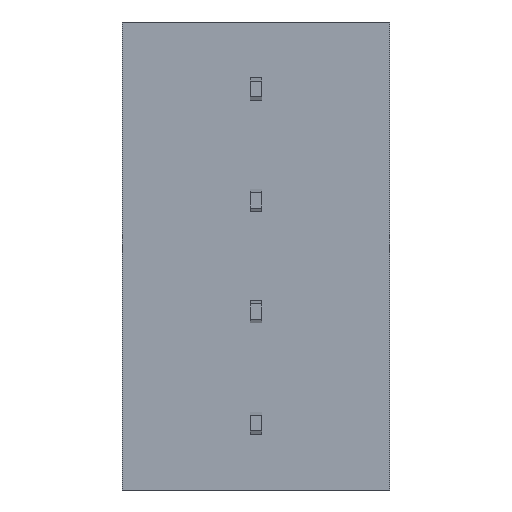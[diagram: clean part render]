
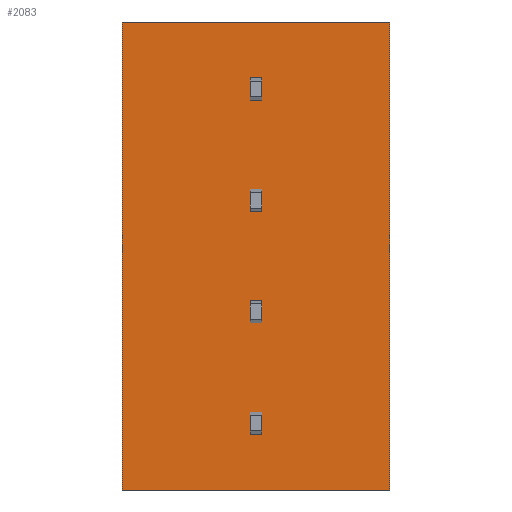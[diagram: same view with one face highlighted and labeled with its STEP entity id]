
A CAD part, front view. The second image highlights one B-rep face of the part: STEP entity #2083.
In plain terms, the highlighted planar face has unit normal (0, -1, 0).
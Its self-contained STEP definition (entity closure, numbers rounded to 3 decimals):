
#40=DIRECTION('',(1.,0.,0.));
#41=VECTOR('',#40,12.);
#42=CARTESIAN_POINT('',(-6.,-5.4,-18.));
#43=LINE('',#42,#41);
#405=DIRECTION('',(0.,0.,1.));
#406=VECTOR('',#405,21.);
#407=CARTESIAN_POINT('',(6.,-5.4,-18.));
#408=LINE('',#407,#406);
#409=DIRECTION('',(0.,0.,1.));
#410=VECTOR('',#409,21.);
#411=CARTESIAN_POINT('',(-6.,-5.4,-18.));
#412=LINE('',#411,#410);
#413=DIRECTION('',(0.,0.,1.));
#414=VECTOR('',#413,1.);
#415=CARTESIAN_POINT('',(0.25,-5.4,-0.5));
#416=LINE('',#415,#414);
#417=DIRECTION('',(1.,0.,0.));
#418=VECTOR('',#417,0.5);
#419=CARTESIAN_POINT('',(-0.25,-5.4,0.5));
#420=LINE('',#419,#418);
#421=DIRECTION('',(0.,0.,1.));
#422=VECTOR('',#421,1.);
#423=CARTESIAN_POINT('',(-0.25,-5.4,-0.5));
#424=LINE('',#423,#422);
#425=DIRECTION('',(1.,0.,0.));
#426=VECTOR('',#425,0.5);
#427=CARTESIAN_POINT('',(-0.25,-5.4,-0.5));
#428=LINE('',#427,#426);
#429=DIRECTION('',(0.,0.,-1.));
#430=VECTOR('',#429,1.);
#431=CARTESIAN_POINT('',(0.25,-5.4,-4.5));
#432=LINE('',#431,#430);
#433=DIRECTION('',(1.,0.,0.));
#434=VECTOR('',#433,0.5);
#435=CARTESIAN_POINT('',(-0.25,-5.4,-4.5));
#436=LINE('',#435,#434);
#437=DIRECTION('',(0.,0.,-1.));
#438=VECTOR('',#437,1.);
#439=CARTESIAN_POINT('',(-0.25,-5.4,-4.5));
#440=LINE('',#439,#438);
#441=DIRECTION('',(1.,0.,0.));
#442=VECTOR('',#441,0.5);
#443=CARTESIAN_POINT('',(-0.25,-5.4,-5.5));
#444=LINE('',#443,#442);
#445=DIRECTION('',(0.,0.,-1.));
#446=VECTOR('',#445,1.);
#447=CARTESIAN_POINT('',(0.25,-5.4,-9.5));
#448=LINE('',#447,#446);
#449=DIRECTION('',(1.,0.,0.));
#450=VECTOR('',#449,0.5);
#451=CARTESIAN_POINT('',(-0.25,-5.4,-9.5));
#452=LINE('',#451,#450);
#453=DIRECTION('',(0.,0.,-1.));
#454=VECTOR('',#453,1.);
#455=CARTESIAN_POINT('',(-0.25,-5.4,-9.5));
#456=LINE('',#455,#454);
#457=DIRECTION('',(1.,0.,0.));
#458=VECTOR('',#457,0.5);
#459=CARTESIAN_POINT('',(-0.25,-5.4,-10.5));
#460=LINE('',#459,#458);
#461=DIRECTION('',(0.,0.,-1.));
#462=VECTOR('',#461,1.);
#463=CARTESIAN_POINT('',(0.25,-5.4,-14.5));
#464=LINE('',#463,#462);
#465=DIRECTION('',(1.,0.,0.));
#466=VECTOR('',#465,0.5);
#467=CARTESIAN_POINT('',(-0.25,-5.4,-14.5));
#468=LINE('',#467,#466);
#469=DIRECTION('',(0.,0.,-1.));
#470=VECTOR('',#469,1.);
#471=CARTESIAN_POINT('',(-0.25,-5.4,-14.5));
#472=LINE('',#471,#470);
#473=DIRECTION('',(1.,0.,0.));
#474=VECTOR('',#473,0.5);
#475=CARTESIAN_POINT('',(-0.25,-5.4,-15.5));
#476=LINE('',#475,#474);
#835=DIRECTION('',(1.,0.,0.));
#836=VECTOR('',#835,12.);
#837=CARTESIAN_POINT('',(-6.,-5.4,3.));
#838=LINE('',#837,#836);
#1085=CARTESIAN_POINT('',(-6.,-5.4,-18.));
#1086=CARTESIAN_POINT('',(6.,-5.4,-18.));
#1087=VERTEX_POINT('',#1085);
#1088=VERTEX_POINT('',#1086);
#1089=CARTESIAN_POINT('',(-6.,-5.4,3.));
#1090=CARTESIAN_POINT('',(6.,-5.4,3.));
#1091=VERTEX_POINT('',#1089);
#1092=VERTEX_POINT('',#1090);
#1157=CARTESIAN_POINT('',(0.25,-5.4,-0.5));
#1158=CARTESIAN_POINT('',(0.25,-5.4,0.5));
#1159=VERTEX_POINT('',#1157);
#1160=VERTEX_POINT('',#1158);
#1161=CARTESIAN_POINT('',(-0.25,-5.4,-0.5));
#1162=CARTESIAN_POINT('',(-0.25,-5.4,0.5));
#1163=VERTEX_POINT('',#1161);
#1164=VERTEX_POINT('',#1162);
#1181=CARTESIAN_POINT('',(0.25,-5.4,-4.5));
#1182=CARTESIAN_POINT('',(0.25,-5.4,-5.5));
#1183=VERTEX_POINT('',#1181);
#1184=VERTEX_POINT('',#1182);
#1185=CARTESIAN_POINT('',(-0.25,-5.4,-4.5));
#1186=CARTESIAN_POINT('',(-0.25,-5.4,-5.5));
#1187=VERTEX_POINT('',#1185);
#1188=VERTEX_POINT('',#1186);
#1285=CARTESIAN_POINT('',(0.25,-5.4,-9.5));
#1286=CARTESIAN_POINT('',(0.25,-5.4,-10.5));
#1287=VERTEX_POINT('',#1285);
#1288=VERTEX_POINT('',#1286);
#1289=CARTESIAN_POINT('',(-0.25,-5.4,-9.5));
#1290=CARTESIAN_POINT('',(-0.25,-5.4,-10.5));
#1291=VERTEX_POINT('',#1289);
#1292=VERTEX_POINT('',#1290);
#1361=CARTESIAN_POINT('',(0.25,-5.4,-14.5));
#1362=CARTESIAN_POINT('',(0.25,-5.4,-15.5));
#1363=VERTEX_POINT('',#1361);
#1364=VERTEX_POINT('',#1362);
#1365=CARTESIAN_POINT('',(-0.25,-5.4,-14.5));
#1366=CARTESIAN_POINT('',(-0.25,-5.4,-15.5));
#1367=VERTEX_POINT('',#1365);
#1368=VERTEX_POINT('',#1366);
#2030=CARTESIAN_POINT('',(-6.,-5.4,-18.));
#2031=DIRECTION('',(0.,-1.,0.));
#2032=DIRECTION('',(1.,0.,0.));
#2033=AXIS2_PLACEMENT_3D('',#2030,#2031,#2032);
#2034=PLANE('',#2033);
#2035=ORIENTED_EDGE('',*,*,#1446,.F.);
#2037=ORIENTED_EDGE('',*,*,#2036,.T.);
#2039=ORIENTED_EDGE('',*,*,#2038,.T.);
#2040=ORIENTED_EDGE('',*,*,#2023,.F.);
#2041=EDGE_LOOP('',(#2035,#2037,#2039,#2040));
#2042=FACE_OUTER_BOUND('',#2041,.F.);
#2044=ORIENTED_EDGE('',*,*,#2043,.T.);
#2046=ORIENTED_EDGE('',*,*,#2045,.F.);
#2048=ORIENTED_EDGE('',*,*,#2047,.F.);
#2050=ORIENTED_EDGE('',*,*,#2049,.T.);
#2051=EDGE_LOOP('',(#2044,#2046,#2048,#2050));
#2052=FACE_BOUND('',#2051,.F.);
#2054=ORIENTED_EDGE('',*,*,#2053,.F.);
#2056=ORIENTED_EDGE('',*,*,#2055,.F.);
#2058=ORIENTED_EDGE('',*,*,#2057,.T.);
#2060=ORIENTED_EDGE('',*,*,#2059,.T.);
#2061=EDGE_LOOP('',(#2054,#2056,#2058,#2060));
#2062=FACE_BOUND('',#2061,.F.);
#2064=ORIENTED_EDGE('',*,*,#2063,.F.);
#2066=ORIENTED_EDGE('',*,*,#2065,.F.);
#2068=ORIENTED_EDGE('',*,*,#2067,.T.);
#2070=ORIENTED_EDGE('',*,*,#2069,.T.);
#2071=EDGE_LOOP('',(#2064,#2066,#2068,#2070));
#2072=FACE_BOUND('',#2071,.F.);
#2074=ORIENTED_EDGE('',*,*,#2073,.F.);
#2076=ORIENTED_EDGE('',*,*,#2075,.F.);
#2078=ORIENTED_EDGE('',*,*,#2077,.T.);
#2080=ORIENTED_EDGE('',*,*,#2079,.T.);
#2081=EDGE_LOOP('',(#2074,#2076,#2078,#2080));
#2082=FACE_BOUND('',#2081,.F.);
#1446=EDGE_CURVE('',#1087,#1088,#43,.T.);
#2023=EDGE_CURVE('',#1088,#1092,#408,.T.);
#2036=EDGE_CURVE('',#1087,#1091,#412,.T.);
#2038=EDGE_CURVE('',#1091,#1092,#838,.T.);
#2043=EDGE_CURVE('',#1159,#1160,#416,.T.);
#2045=EDGE_CURVE('',#1164,#1160,#420,.T.);
#2047=EDGE_CURVE('',#1163,#1164,#424,.T.);
#2049=EDGE_CURVE('',#1163,#1159,#428,.T.);
#2053=EDGE_CURVE('',#1183,#1184,#432,.T.);
#2055=EDGE_CURVE('',#1187,#1183,#436,.T.);
#2057=EDGE_CURVE('',#1187,#1188,#440,.T.);
#2059=EDGE_CURVE('',#1188,#1184,#444,.T.);
#2063=EDGE_CURVE('',#1287,#1288,#448,.T.);
#2065=EDGE_CURVE('',#1291,#1287,#452,.T.);
#2067=EDGE_CURVE('',#1291,#1292,#456,.T.);
#2069=EDGE_CURVE('',#1292,#1288,#460,.T.);
#2073=EDGE_CURVE('',#1363,#1364,#464,.T.);
#2075=EDGE_CURVE('',#1367,#1363,#468,.T.);
#2077=EDGE_CURVE('',#1367,#1368,#472,.T.);
#2079=EDGE_CURVE('',#1368,#1364,#476,.T.);
#2083=ADVANCED_FACE('',(#2042,#2052,#2062,#2072,#2082),#2034,.T.);
